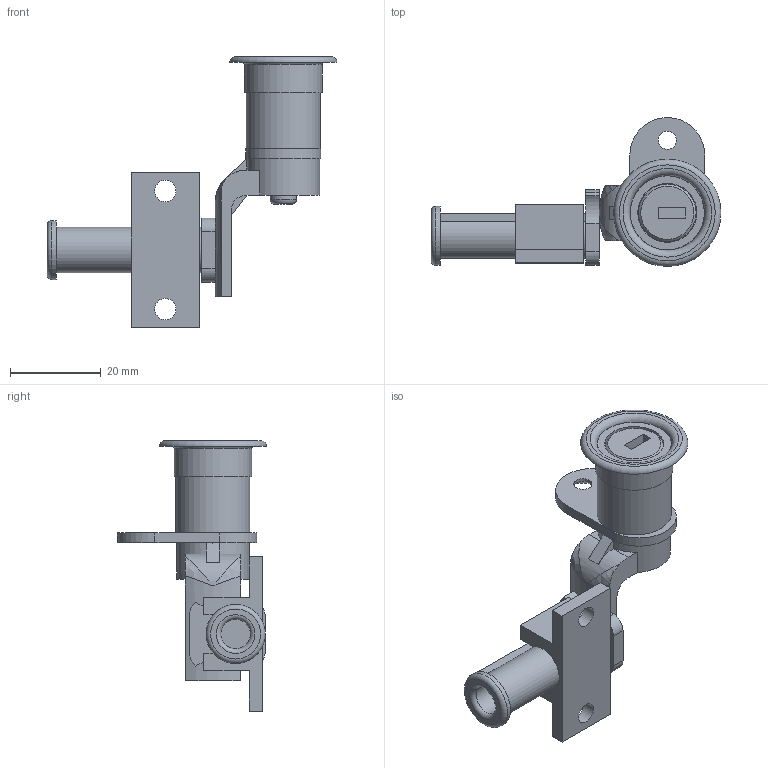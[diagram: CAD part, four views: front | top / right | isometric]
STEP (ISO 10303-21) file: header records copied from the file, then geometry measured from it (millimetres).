
FILE_DESCRIPTION(/* description */ (''),/* implementation_level */ '2;1');
FILE_NAME(/* name */ 'DB65050-1.stp',/* time_stamp */ '2023-05-15T15:41:25+01:00',/* author */ ('sherchenreder'),/* organization */ (''),/* preprocessor_version */ 'ST-DEVELOPER v18',/* originating_system */ 'Autodesk Inventor 2020',/* authorisation */ '');
FILE_SCHEMA (('AUTOMOTIVE_DESIGN { 1 0 10303 214 3 1 1 }'));
Length unit declared in the file: millimetre
Products named in the file (1): DB65050-1
Bounding box: 63.8 x 32.8 x 59.55 mm (x, y, z)
Volume: 12851.7 mm3; surface area: 11141.4 mm2
Topology: 5 solids, 5 shells, 94 faces, 232 edges, 153 vertices
Faces by surface type: plane 58, cylinder 26, torus 6, cone 2, bspline 2
Full cylindrical faces by diameter (mm): 4 x1, 4.7 x2, 5.8 x1, 6.5 x1, 12.7 x1, 13 x2, 16 x1, 16.3 x1, 16.5 x1, 17.1 x1
Entity records: 2982 total; most frequent: CARTESIAN_POINT 601, DIRECTION 497, ORIENTED_EDGE 460, EDGE_CURVE 230, AXIS2_PLACEMENT_3D 180, VERTEX_POINT 153, LINE 137, VECTOR 137
